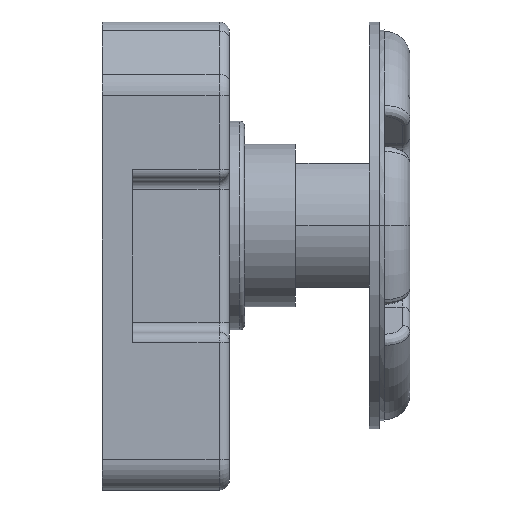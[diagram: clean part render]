
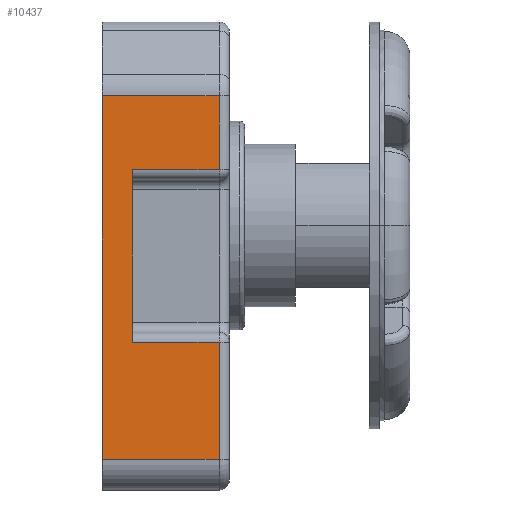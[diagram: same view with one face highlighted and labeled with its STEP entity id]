
A CAD part, left-side view. The second image highlights one B-rep face of the part: STEP entity #10437.
In plain terms, the highlighted planar face has unit normal (-1, 0, 0).
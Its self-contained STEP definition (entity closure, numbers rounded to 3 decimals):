
#276 = EDGE_CURVE ( 'NONE', #583, #1574, #5382, .T. ) ;
#322 = VECTOR ( 'NONE', #997, 1000. ) ;
#583 = VERTEX_POINT ( 'NONE', #4405 ) ;
#587 = EDGE_CURVE ( 'NONE', #8938, #583, #7776, .T. ) ;
#633 = VERTEX_POINT ( 'NONE', #8099 ) ;
#680 = CARTESIAN_POINT ( 'NONE',  ( -40., 0., -46. ) ) ;
#997 = DIRECTION ( 'NONE',  ( 0., -1., 0. ) ) ;
#1501 = DIRECTION ( 'NONE',  ( 0., 0., -1. ) ) ;
#1515 = DIRECTION ( 'NONE',  ( 0., 0., 1. ) ) ;
#1574 = VERTEX_POINT ( 'NONE', #9448 ) ;
#1722 = EDGE_CURVE ( 'NONE', #633, #6904, #4586, .T. ) ;
#2322 = CARTESIAN_POINT ( 'NONE',  ( -40., -6., 9. ) ) ;
#2873 = ORIENTED_EDGE ( 'NONE', *, *, #1722, .T. ) ;
#2907 = ORIENTED_EDGE ( 'NONE', *, *, #8985, .T. ) ;
#3186 = LINE ( 'NONE', #8106, #7570 ) ;
#3243 = VECTOR ( 'NONE', #1515, 1000. ) ;
#3253 = EDGE_CURVE ( 'NONE', #9100, #633, #3186, .T. ) ;
#3272 = LINE ( 'NONE', #7684, #6404 ) ;
#3524 = CARTESIAN_POINT ( 'NONE',  ( -40., -25., 28. ) ) ;
#3691 = CARTESIAN_POINT ( 'NONE',  ( -40., -23., 28. ) ) ;
#3764 = VERTEX_POINT ( 'NONE', #680 ) ;
#3816 = ORIENTED_EDGE ( 'NONE', *, *, #8509, .F. ) ;
#3958 = ORIENTED_EDGE ( 'NONE', *, *, #8820, .T. ) ;
#4092 = CARTESIAN_POINT ( 'NONE',  ( -40., -23., -46. ) ) ;
#4405 = CARTESIAN_POINT ( 'NONE',  ( -40., -23., -23. ) ) ;
#4521 = DIRECTION ( 'NONE',  ( -1., 0., 0. ) ) ;
#4577 = VECTOR ( 'NONE', #1501, 1000. ) ;
#4586 = LINE ( 'NONE', #3691, #7811 ) ;
#4624 = EDGE_LOOP ( 'NONE', ( #3816, #2907, #6585, #5451, #4676, #4679, #2873, #3958 ) ) ;
#4644 = CARTESIAN_POINT ( 'NONE',  ( -40., -6., 11. ) ) ;
#4676 = ORIENTED_EDGE ( 'NONE', *, *, #6010, .F. ) ;
#4679 = ORIENTED_EDGE ( 'NONE', *, *, #3253, .T. ) ;
#5382 = LINE ( 'NONE', #7969, #8726 ) ;
#5451 = ORIENTED_EDGE ( 'NONE', *, *, #276, .T. ) ;
#5454 = DIRECTION ( 'NONE',  ( 0., 0., 1. ) ) ;
#6010 = EDGE_CURVE ( 'NONE', #9100, #1574, #9786, .T. ) ;
#6404 = VECTOR ( 'NONE', #9339, 1000. ) ;
#6585 = ORIENTED_EDGE ( 'NONE', *, *, #587, .T. ) ;
#6867 = CARTESIAN_POINT ( 'NONE',  ( -40., -23., 25.515 ) ) ;
#6904 = VERTEX_POINT ( 'NONE', #6867 ) ;
#7017 = CARTESIAN_POINT ( 'NONE',  ( -40., -25., -46. ) ) ;
#7077 = LINE ( 'NONE', #7017, #322 ) ;
#7181 = CARTESIAN_POINT ( 'NONE',  ( -40., 0., 25.515 ) ) ;
#7381 = CARTESIAN_POINT ( 'NONE',  ( -40., -23., 28. ) ) ;
#7430 = VERTEX_POINT ( 'NONE', #7181 ) ;
#7570 = VECTOR ( 'NONE', #9925, 1000. ) ;
#7684 = CARTESIAN_POINT ( 'NONE',  ( -40., -25., 25.515 ) ) ;
#7776 = LINE ( 'NONE', #7381, #7956 ) ;
#7782 = DIRECTION ( 'NONE',  ( 0., 0., 1. ) ) ;
#7811 = VECTOR ( 'NONE', #10543, 1000. ) ;
#7956 = VECTOR ( 'NONE', #5454, 1000. ) ;
#7969 = CARTESIAN_POINT ( 'NONE',  ( -40., -6., -23. ) ) ;
#8099 = CARTESIAN_POINT ( 'NONE',  ( -40., -23., 11. ) ) ;
#8106 = CARTESIAN_POINT ( 'NONE',  ( -40., -25., 11. ) ) ;
#8223 = DIRECTION ( 'NONE',  ( 0., 1., 0. ) ) ;
#8248 = LINE ( 'NONE', #9085, #3243 ) ;
#8509 = EDGE_CURVE ( 'NONE', #3764, #7430, #8248, .T. ) ;
#8721 = PLANE ( 'NONE',  #9703 ) ;
#8726 = VECTOR ( 'NONE', #8223, 1000. ) ;
#8820 = EDGE_CURVE ( 'NONE', #6904, #7430, #3272, .T. ) ;
#8938 = VERTEX_POINT ( 'NONE', #4092 ) ;
#8985 = EDGE_CURVE ( 'NONE', #3764, #8938, #7077, .T. ) ;
#9085 = CARTESIAN_POINT ( 'NONE',  ( -40., 0., 28. ) ) ;
#9100 = VERTEX_POINT ( 'NONE', #4644 ) ;
#9339 = DIRECTION ( 'NONE',  ( 0., 1., 0. ) ) ;
#9448 = CARTESIAN_POINT ( 'NONE',  ( -40., -6., -23. ) ) ;
#9703 = AXIS2_PLACEMENT_3D ( 'NONE', #3524, #4521, #7782 ) ;
#9786 = LINE ( 'NONE', #2322, #4577 ) ;
#9925 = DIRECTION ( 'NONE',  ( 0., -1., 0. ) ) ;
#10259 = FACE_OUTER_BOUND ( 'NONE', #4624, .T. ) ;
#10437 = ADVANCED_FACE ( 'NONE', ( #10259 ), #8721, .T. ) ;
#10543 = DIRECTION ( 'NONE',  ( 0., 0., 1. ) ) ;
